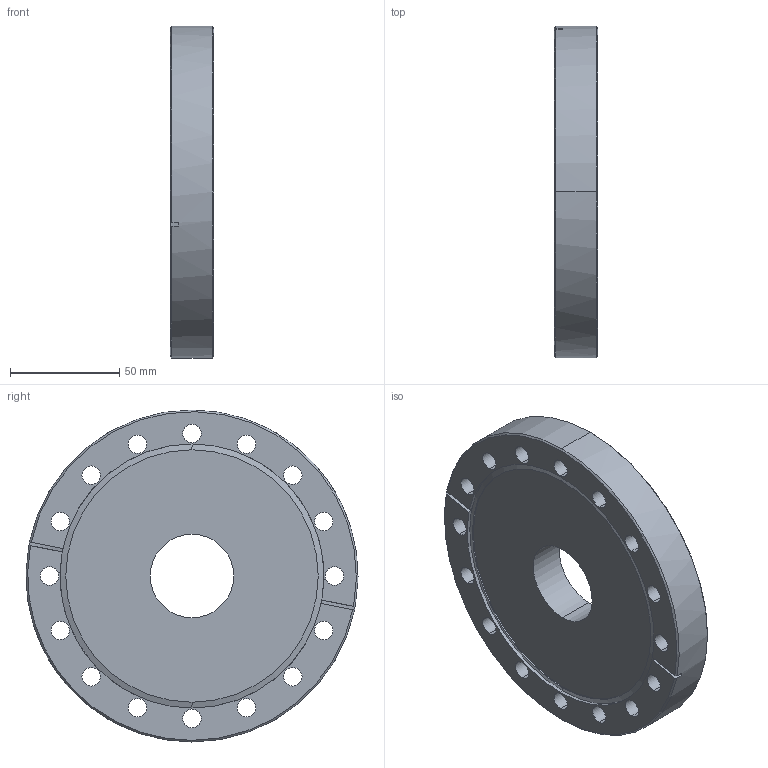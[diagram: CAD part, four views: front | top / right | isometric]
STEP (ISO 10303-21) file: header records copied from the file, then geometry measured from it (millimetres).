
FILE_DESCRIPTION (( 'STEP AP203' ), '1' );
FILE_NAME ('150016.STEP', '2010-08-30T15:03:19', ( 'MIS' ), ( '' ), 'SwSTEP 2.0', 'SolidWorks 2010', '' );
FILE_SCHEMA (( 'CONFIG_CONTROL_DESIGN' ));
Length unit declared in the file: inch
Products named in the file (1): 150016
Bounding box: 19.81 x 151.64 x 151.64 mm (x, y, z)
Volume: 300523.8 mm3; surface area: 54294.5 mm2
Topology: 1 solids, 1 shells, 91 faces, 238 edges, 145 vertices
Faces by surface type: cylinder 60, cone 21, plane 10
Entity records: 2908 total; most frequent: DIRECTION 531, CARTESIAN_POINT 487, ORIENTED_EDGE 452, EDGE_CURVE 226, AXIS2_PLACEMENT_3D 221, VERTEX_POINT 145, EDGE_LOOP 133, CIRCLE 129
